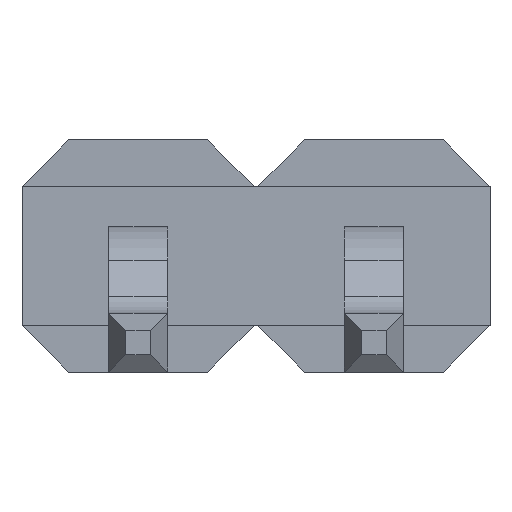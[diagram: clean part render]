
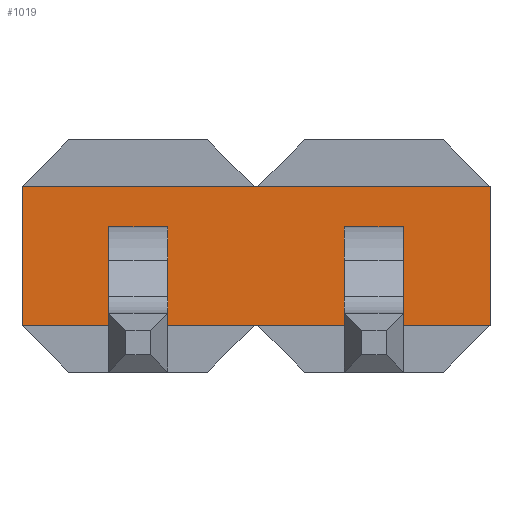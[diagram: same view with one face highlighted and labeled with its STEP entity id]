
A CAD part, left-side view. The second image highlights one B-rep face of the part: STEP entity #1019.
In plain terms, the highlighted planar face has unit normal (-1, 0, 0).
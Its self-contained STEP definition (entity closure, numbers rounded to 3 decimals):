
#86 = VERTEX_POINT('',#87);
#87 = CARTESIAN_POINT('',(2.711,-1.25,2.));
#132 = VERTEX_POINT('',#133);
#133 = CARTESIAN_POINT('',(2.711,1.25,2.));
#179 = EDGE_CURVE('',#132,#86,#180,.T.);
#180 = LINE('',#181,#182);
#181 = CARTESIAN_POINT('',(2.711,1.3,2.));
#182 = VECTOR('',#183,1.);
#183 = DIRECTION('',(0.,-1.,0.));
#195 = EDGE_CURVE('',#86,#196,#198,.T.);
#196 = VERTEX_POINT('',#197);
#197 = CARTESIAN_POINT('',(2.711,-1.29,2.));
#198 = LINE('',#199,#200);
#199 = CARTESIAN_POINT('',(2.711,-1.2,2.));
#200 = VECTOR('',#201,1.);
#201 = DIRECTION('',(0.,-1.,0.));
#226 = EDGE_CURVE('',#132,#227,#229,.T.);
#227 = VERTEX_POINT('',#228);
#228 = CARTESIAN_POINT('',(2.711,1.25,0.5));
#229 = LINE('',#230,#231);
#230 = CARTESIAN_POINT('',(2.711,1.25,1.625));
#231 = VECTOR('',#232,1.);
#232 = DIRECTION('',(0.,0.,-1.));
#337 = VERTEX_POINT('',#338);
#338 = CARTESIAN_POINT('',(2.711,-1.25,0.5));
#406 = EDGE_CURVE('',#337,#227,#407,.T.);
#407 = LINE('',#408,#409);
#408 = CARTESIAN_POINT('',(2.711,-1.3,0.5));
#409 = VECTOR('',#410,1.);
#410 = DIRECTION('',(0.,1.,0.));
#439 = EDGE_CURVE('',#440,#337,#442,.T.);
#440 = VERTEX_POINT('',#441);
#441 = CARTESIAN_POINT('',(2.711,-1.29,0.5));
#442 = LINE('',#443,#444);
#443 = CARTESIAN_POINT('',(2.711,-1.34,0.5));
#444 = VECTOR('',#445,1.);
#445 = DIRECTION('',(0.,1.,0.));
#502 = EDGE_CURVE('',#196,#503,#505,.T.);
#503 = VERTEX_POINT('',#504);
#504 = CARTESIAN_POINT('',(2.711,-3.79,2.));
#505 = LINE('',#506,#507);
#506 = CARTESIAN_POINT('',(2.711,-1.24,2.));
#507 = VECTOR('',#508,1.);
#508 = DIRECTION('',(0.,-1.,0.));
#591 = VERTEX_POINT('',#592);
#592 = CARTESIAN_POINT('',(2.711,-3.79,0.5));
#598 = EDGE_CURVE('',#591,#440,#599,.T.);
#599 = LINE('',#600,#601);
#600 = CARTESIAN_POINT('',(2.711,-3.84,0.5));
#601 = VECTOR('',#602,1.);
#602 = DIRECTION('',(0.,1.,0.));
#705 = EDGE_CURVE('',#591,#503,#706,.T.);
#706 = LINE('',#707,#708);
#707 = CARTESIAN_POINT('',(2.711,-3.79,0.875));
#708 = VECTOR('',#709,1.);
#709 = DIRECTION('',(0.,0.,1.));
#831 = EDGE_CURVE('',#832,#834,#836,.T.);
#832 = VERTEX_POINT('',#833);
#833 = CARTESIAN_POINT('',(2.711,-2.858,0.933));
#834 = VERTEX_POINT('',#835);
#835 = CARTESIAN_POINT('',(2.711,-2.223,0.933));
#836 = LINE('',#837,#838);
#837 = CARTESIAN_POINT('',(2.711,-2.699,0.933));
#838 = VECTOR('',#839,1.);
#839 = DIRECTION('',(0.,1.,0.));
#862 = EDGE_CURVE('',#863,#832,#865,.T.);
#863 = VERTEX_POINT('',#864);
#864 = CARTESIAN_POINT('',(2.711,-2.858,1.568));
#865 = LINE('',#866,#867);
#866 = CARTESIAN_POINT('',(2.711,-2.858,1.409));
#867 = VECTOR('',#868,1.);
#868 = DIRECTION('',(0.,0.,-1.));
#886 = EDGE_CURVE('',#834,#887,#889,.T.);
#887 = VERTEX_POINT('',#888);
#888 = CARTESIAN_POINT('',(2.711,-2.223,1.568));
#889 = LINE('',#890,#891);
#890 = CARTESIAN_POINT('',(2.711,-2.223,1.091));
#891 = VECTOR('',#892,1.);
#892 = DIRECTION('',(0.,0.,1.));
#910 = EDGE_CURVE('',#887,#863,#911,.T.);
#911 = LINE('',#912,#913);
#912 = CARTESIAN_POINT('',(2.711,-2.381,1.568));
#913 = VECTOR('',#914,1.);
#914 = DIRECTION('',(0.,-1.,0.));
#927 = EDGE_CURVE('',#928,#930,#932,.T.);
#928 = VERTEX_POINT('',#929);
#929 = CARTESIAN_POINT('',(2.711,-0.318,0.933));
#930 = VERTEX_POINT('',#931);
#931 = CARTESIAN_POINT('',(2.711,0.318,0.933));
#932 = LINE('',#933,#934);
#933 = CARTESIAN_POINT('',(2.711,-0.159,0.933));
#934 = VECTOR('',#935,1.);
#935 = DIRECTION('',(0.,1.,0.));
#958 = EDGE_CURVE('',#959,#928,#961,.T.);
#959 = VERTEX_POINT('',#960);
#960 = CARTESIAN_POINT('',(2.711,-0.318,1.568));
#961 = LINE('',#962,#963);
#962 = CARTESIAN_POINT('',(2.711,-0.318,1.409));
#963 = VECTOR('',#964,1.);
#964 = DIRECTION('',(0.,0.,-1.));
#982 = EDGE_CURVE('',#930,#983,#985,.T.);
#983 = VERTEX_POINT('',#984);
#984 = CARTESIAN_POINT('',(2.711,0.318,1.568));
#985 = LINE('',#986,#987);
#986 = CARTESIAN_POINT('',(2.711,0.318,1.091));
#987 = VECTOR('',#988,1.);
#988 = DIRECTION('',(0.,0.,1.));
#1006 = EDGE_CURVE('',#983,#959,#1007,.T.);
#1007 = LINE('',#1008,#1009);
#1008 = CARTESIAN_POINT('',(2.711,0.159,1.568));
#1009 = VECTOR('',#1010,1.);
#1010 = DIRECTION('',(0.,-1.,0.));
#1019 = ADVANCED_FACE('',(#1020,#1030,#1036),#1042,.T.);
#1020 = FACE_BOUND('',#1021,.T.);
#1021 = EDGE_LOOP('',(#1022,#1023,#1024,#1025,#1026,#1027,#1028,#1029));
#1022 = ORIENTED_EDGE('',*,*,#226,.T.);
#1023 = ORIENTED_EDGE('',*,*,#406,.F.);
#1024 = ORIENTED_EDGE('',*,*,#439,.F.);
#1025 = ORIENTED_EDGE('',*,*,#598,.F.);
#1026 = ORIENTED_EDGE('',*,*,#705,.T.);
#1027 = ORIENTED_EDGE('',*,*,#502,.F.);
#1028 = ORIENTED_EDGE('',*,*,#195,.F.);
#1029 = ORIENTED_EDGE('',*,*,#179,.F.);
#1030 = FACE_BOUND('',#1031,.T.);
#1031 = EDGE_LOOP('',(#1032,#1033,#1034,#1035));
#1032 = ORIENTED_EDGE('',*,*,#927,.T.);
#1033 = ORIENTED_EDGE('',*,*,#982,.T.);
#1034 = ORIENTED_EDGE('',*,*,#1006,.T.);
#1035 = ORIENTED_EDGE('',*,*,#958,.T.);
#1036 = FACE_BOUND('',#1037,.T.);
#1037 = EDGE_LOOP('',(#1038,#1039,#1040,#1041));
#1038 = ORIENTED_EDGE('',*,*,#831,.T.);
#1039 = ORIENTED_EDGE('',*,*,#886,.T.);
#1040 = ORIENTED_EDGE('',*,*,#910,.T.);
#1041 = ORIENTED_EDGE('',*,*,#862,.T.);
#1042 = PLANE('',#1043);
#1043 = AXIS2_PLACEMENT_3D('',#1044,#1045,#1046);
#1044 = CARTESIAN_POINT('',(2.711,-1.27,1.25));
#1045 = DIRECTION('',(-1.,0.,0.));
#1046 = DIRECTION('',(0.,0.,-1.));
